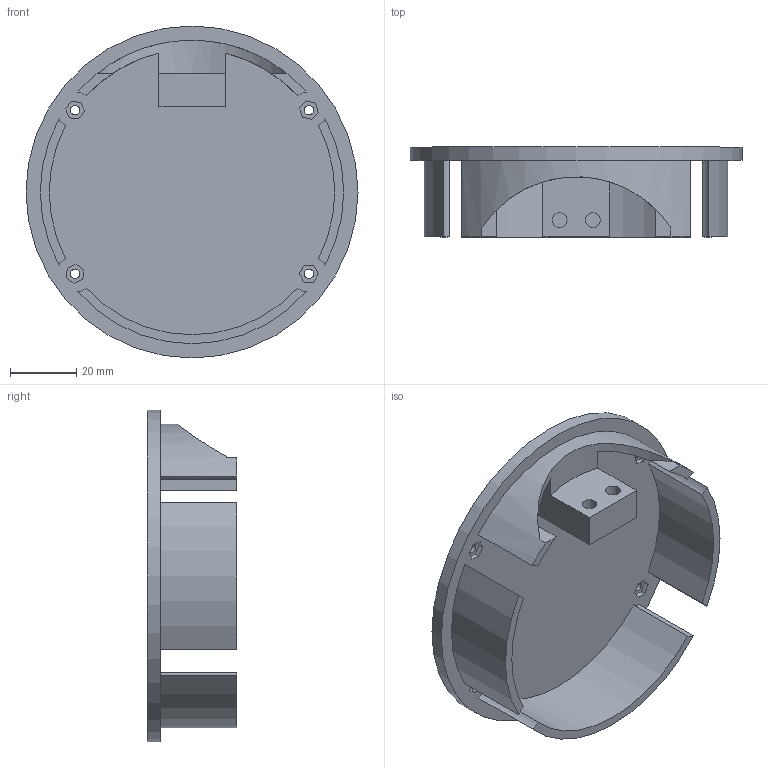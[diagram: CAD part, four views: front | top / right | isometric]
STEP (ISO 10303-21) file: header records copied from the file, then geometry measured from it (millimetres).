
FILE_DESCRIPTION(/* description */ (''),/* implementation_level */ '2;1');
FILE_NAME(/* name */ 'VERT ROT CAP V2 v35.step',/* time_stamp */ '2024-08-04T22:04:26-04:00',/* author */ (''),/* organization */ (''),/* preprocessor_version */ 'ST-DEVELOPER v20',/* originating_system */ 'Autodesk Translation Framework v13.14.0.145',/* authorisation */ '');
FILE_SCHEMA (('AUTOMOTIVE_DESIGN { 1 0 10303 214 3 1 1 }'));
Length unit declared in the file: millimetre
Products named in the file (1): SHOULDER V2
Bounding box: 100 x 27.03 x 100 mm (x, y, z)
Volume: 48880.2 mm3; surface area: 28519.6 mm2
Topology: 1 solids, 1 shells, 77 faces, 183 edges, 122 vertices
Faces by surface type: plane 48, cylinder 29
Full cylindrical faces by diameter (mm): 2.85 x4, 4.5 x2, 4.6 x4, 100 x1
Entity records: 2329 total; most frequent: CARTESIAN_POINT 422, DIRECTION 396, ORIENTED_EDGE 366, EDGE_CURVE 183, AXIS2_PLACEMENT_3D 138, VERTEX_POINT 122, LINE 120, VECTOR 120
